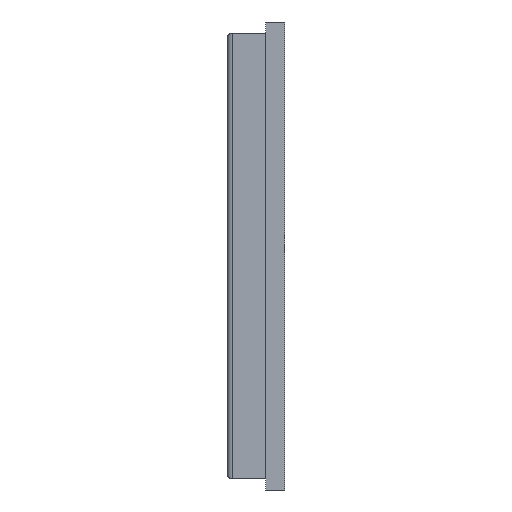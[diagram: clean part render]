
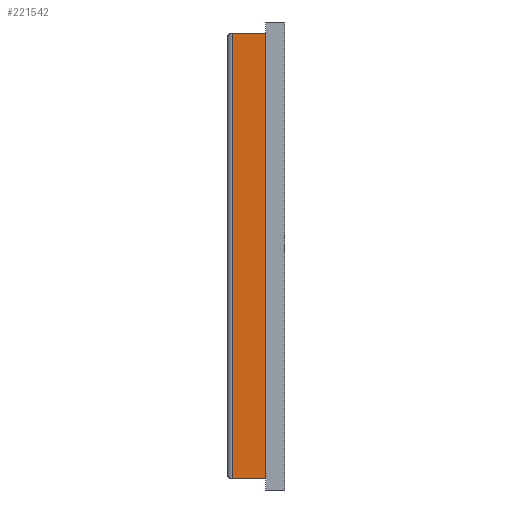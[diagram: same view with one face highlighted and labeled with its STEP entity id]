
A CAD part, left-side view. The second image highlights one B-rep face of the part: STEP entity #221542.
In plain terms, the highlighted planar face has unit normal (-1, 0, 0).
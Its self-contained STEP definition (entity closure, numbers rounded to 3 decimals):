
#1532 = VECTOR ( 'NONE', #104933, 1000. ) ;
#12631 = ORIENTED_EDGE ( 'NONE', *, *, #144251, .T. ) ;
#13413 = CARTESIAN_POINT ( 'NONE',  ( -9.325, 2.2, -9.325 ) ) ;
#15137 = DIRECTION ( 'NONE',  ( 0., 0., -1. ) ) ;
#15466 = DIRECTION ( 'NONE',  ( 0., -1., 0. ) ) ;
#16013 = AXIS2_PLACEMENT_3D ( 'NONE', #202885, #115917, #15137 ) ;
#35085 = LINE ( 'NONE', #51189, #1532 ) ;
#37437 = CARTESIAN_POINT ( 'NONE',  ( -9.325, 0.8, -9.325 ) ) ;
#46169 = PLANE ( 'NONE',  #16013 ) ;
#48491 = EDGE_LOOP ( 'NONE', ( #179174, #99298, #12631, #179820 ) ) ;
#51189 = CARTESIAN_POINT ( 'NONE',  ( -9.325, 2.4, 9.325 ) ) ;
#60744 = CARTESIAN_POINT ( 'NONE',  ( -9.325, 2.2, -9.325 ) ) ;
#62534 = VECTOR ( 'NONE', #107245, 1000. ) ;
#70560 = VERTEX_POINT ( 'NONE', #127607 ) ;
#83295 = LINE ( 'NONE', #13413, #145706 ) ;
#86466 = CARTESIAN_POINT ( 'NONE',  ( -9.325, 2.4, -9.325 ) ) ;
#99298 = ORIENTED_EDGE ( 'NONE', *, *, #140722, .T. ) ;
#104933 = DIRECTION ( 'NONE',  ( 0., -1., 0. ) ) ;
#107245 = DIRECTION ( 'NONE',  ( 0., 0., 1. ) ) ;
#109453 = VECTOR ( 'NONE', #15466, 1000. ) ;
#115917 = DIRECTION ( 'NONE',  ( 1., 0., 0. ) ) ;
#118246 = VERTEX_POINT ( 'NONE', #60744 ) ;
#124415 = LINE ( 'NONE', #37437, #62534 ) ;
#127607 = CARTESIAN_POINT ( 'NONE',  ( -9.325, 0.8, -9.325 ) ) ;
#135849 = DIRECTION ( 'NONE',  ( 0., 0., -1. ) ) ;
#138482 = VERTEX_POINT ( 'NONE', #181326 ) ;
#140722 = EDGE_CURVE ( 'NONE', #138482, #118246, #83295, .T. ) ;
#144251 = EDGE_CURVE ( 'NONE', #118246, #70560, #189451, .T. ) ;
#145706 = VECTOR ( 'NONE', #135849, 1000. ) ;
#179174 = ORIENTED_EDGE ( 'NONE', *, *, #218114, .F. ) ;
#179820 = ORIENTED_EDGE ( 'NONE', *, *, #208328, .T. ) ;
#181326 = CARTESIAN_POINT ( 'NONE',  ( -9.325, 2.2, 9.325 ) ) ;
#189451 = LINE ( 'NONE', #86466, #109453 ) ;
#193283 = CARTESIAN_POINT ( 'NONE',  ( -9.325, 0.8, 9.325 ) ) ;
#201698 = VERTEX_POINT ( 'NONE', #193283 ) ;
#202885 = CARTESIAN_POINT ( 'NONE',  ( -9.325, 2.4, -9.325 ) ) ;
#208328 = EDGE_CURVE ( 'NONE', #70560, #201698, #124415, .T. ) ;
#218114 = EDGE_CURVE ( 'NONE', #138482, #201698, #35085, .T. ) ;
#221542 = ADVANCED_FACE ( 'NONE', ( #222362 ), #46169, .F. ) ;
#222362 = FACE_OUTER_BOUND ( 'NONE', #48491, .T. ) ;
